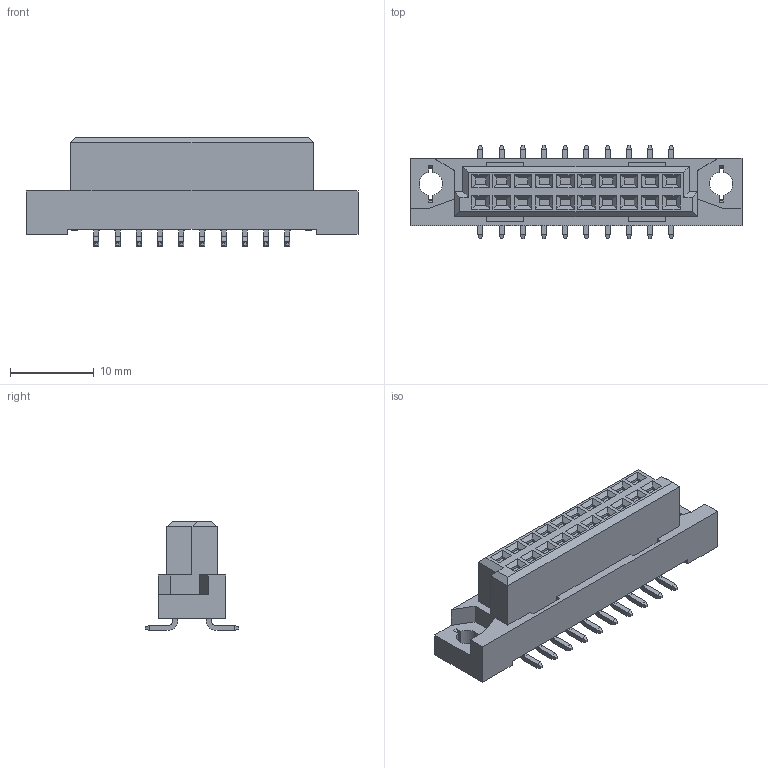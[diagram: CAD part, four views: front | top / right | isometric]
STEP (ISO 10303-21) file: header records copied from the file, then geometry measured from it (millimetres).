
FILE_DESCRIPTION( ('This file contains a STEP AP42 implementation' ,'as created by ZW3D STEP Interface translator.') ,'2;1' );
FILE_NAME( '3410-210BFMS0NA32.stp' ,'23 926.11 337', (''), ('ZWCAD Software Co.'), 'Version 1.0', 'ZW3D to STEP translator', '' );
FILE_SCHEMA(('AUTOMOTIVE_DESIGN { 1 0 10303 214 1 1 1 1 }'));
Length unit declared in the file: millimetre
Products named in the file (2): 0; 3410-210BFMS0NA32001
Bounding box: 39.76 x 11.23 x 13.04 mm (x, y, z)
Volume: 2400.4 mm3; surface area: 2017.2 mm2
Topology: 1 solids, 1 shells, 698 faces, 1764 edges, 1120 vertices
Faces by surface type: plane 524, bspline 122, cylinder 52
Entity records: 22722 total; most frequent: CARTESIAN_POINT 5665, ORIENTED_EDGE 3528, DIRECTION 3098, EDGE_CURVE 1764, VECTOR 1376, LINE 1376, VERTEX_POINT 1120, AXIS2_PLACEMENT_3D 861
